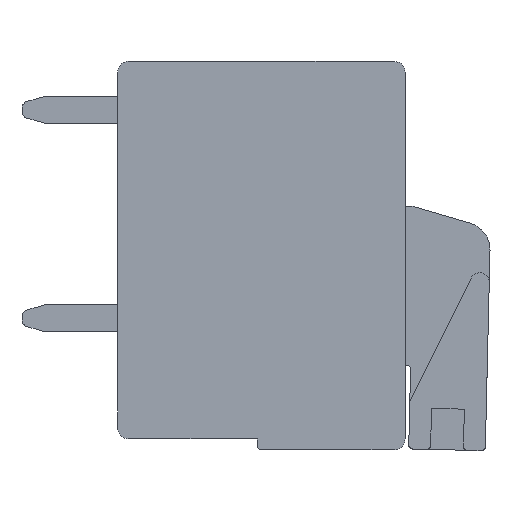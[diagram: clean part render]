
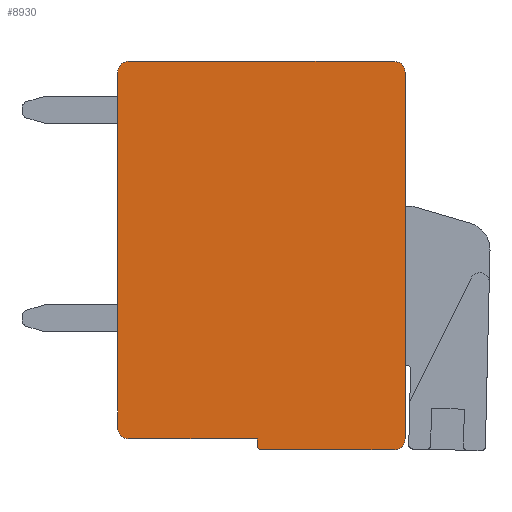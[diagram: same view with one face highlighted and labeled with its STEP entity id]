
A CAD part, front view. The second image highlights one B-rep face of the part: STEP entity #8930.
In plain terms, the highlighted planar face has unit normal (0, -1, 0).
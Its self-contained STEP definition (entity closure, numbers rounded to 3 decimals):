
#1=CARTESIAN_POINT('',(5.25,0.,-14.05));
#2=DIRECTION('',(0.,1.,0.));
#3=DIRECTION('',(0.,0.,-1.));
#4=AXIS2_PLACEMENT_3D('',#1,#2,#3);
#6=DIRECTION('',(0.,0.,1.));
#7=VECTOR('',#6,0.25);
#8=CARTESIAN_POINT('',(5.1,0.,-14.05));
#9=LINE('',#8,#7);
#10=DIRECTION('',(-1.,0.,0.));
#11=VECTOR('',#10,4.7);
#12=CARTESIAN_POINT('',(5.1,0.,-13.8));
#13=LINE('',#12,#11);
#14=CARTESIAN_POINT('',(0.4,0.,-13.4));
#15=DIRECTION('',(0.,1.,0.));
#16=DIRECTION('',(0.,0.,-1.));
#17=AXIS2_PLACEMENT_3D('',#14,#15,#16);
#19=DIRECTION('',(0.,0.,1.));
#20=VECTOR('',#19,13.);
#21=CARTESIAN_POINT('',(0.,0.,-13.4));
#22=LINE('',#21,#20);
#23=CARTESIAN_POINT('',(0.4,0.,-0.4));
#24=DIRECTION('',(0.,1.,0.));
#25=DIRECTION('',(-1.,0.,0.));
#26=AXIS2_PLACEMENT_3D('',#23,#24,#25);
#28=DIRECTION('',(1.,0.,0.));
#29=VECTOR('',#28,9.7);
#30=CARTESIAN_POINT('',(0.4,0.,0.));
#31=LINE('',#30,#29);
#32=CARTESIAN_POINT('',(10.1,0.,-0.4));
#33=DIRECTION('',(0.,1.,0.));
#34=DIRECTION('',(0.,0.,1.));
#35=AXIS2_PLACEMENT_3D('',#32,#33,#34);
#37=DIRECTION('',(0.,0.,-1.));
#38=VECTOR('',#37,13.4);
#39=CARTESIAN_POINT('',(10.5,0.,-0.4));
#40=LINE('',#39,#38);
#41=CARTESIAN_POINT('',(10.1,0.,-13.8));
#42=DIRECTION('',(0.,1.,0.));
#43=DIRECTION('',(1.,0.,0.));
#44=AXIS2_PLACEMENT_3D('',#41,#42,#43);
#46=DIRECTION('',(-1.,0.,0.));
#47=VECTOR('',#46,4.85);
#48=CARTESIAN_POINT('',(10.1,0.,-14.2));
#49=LINE('',#48,#47);
#6789=CARTESIAN_POINT('',(5.25,0.,-14.2));
#6790=CARTESIAN_POINT('',(5.1,0.,-14.05));
#6791=VERTEX_POINT('',#6789);
#6792=VERTEX_POINT('',#6790);
#6793=CARTESIAN_POINT('',(5.1,0.,-13.8));
#6794=VERTEX_POINT('',#6793);
#6795=CARTESIAN_POINT('',(0.4,0.,-13.8));
#6796=VERTEX_POINT('',#6795);
#6797=CARTESIAN_POINT('',(0.,0.,-13.4));
#6798=VERTEX_POINT('',#6797);
#6799=CARTESIAN_POINT('',(0.,0.,-0.4));
#6800=VERTEX_POINT('',#6799);
#6801=CARTESIAN_POINT('',(0.4,0.,0.));
#6802=VERTEX_POINT('',#6801);
#6803=CARTESIAN_POINT('',(10.1,0.,0.));
#6804=VERTEX_POINT('',#6803);
#6805=CARTESIAN_POINT('',(10.5,0.,-0.4));
#6806=VERTEX_POINT('',#6805);
#6807=CARTESIAN_POINT('',(10.5,0.,-13.8));
#6808=VERTEX_POINT('',#6807);
#6809=CARTESIAN_POINT('',(10.1,0.,-14.2));
#6810=VERTEX_POINT('',#6809);
#8901=CARTESIAN_POINT('',(0.,0.,0.));
#8902=DIRECTION('',(0.,1.,0.));
#8903=DIRECTION('',(1.,0.,0.));
#8904=AXIS2_PLACEMENT_3D('',#8901,#8902,#8903);
#8905=PLANE('',#8904);
#8907=ORIENTED_EDGE('',*,*,#8906,.T.);
#8909=ORIENTED_EDGE('',*,*,#8908,.T.);
#8911=ORIENTED_EDGE('',*,*,#8910,.T.);
#8913=ORIENTED_EDGE('',*,*,#8912,.T.);
#8915=ORIENTED_EDGE('',*,*,#8914,.T.);
#8917=ORIENTED_EDGE('',*,*,#8916,.T.);
#8919=ORIENTED_EDGE('',*,*,#8918,.T.);
#8921=ORIENTED_EDGE('',*,*,#8920,.T.);
#8923=ORIENTED_EDGE('',*,*,#8922,.T.);
#8925=ORIENTED_EDGE('',*,*,#8924,.T.);
#8927=ORIENTED_EDGE('',*,*,#8926,.T.);
#8928=EDGE_LOOP('',(#8907,#8909,#8911,#8913,#8915,#8917,#8919,#8921,#8923,#8925,
#8927));
#8929=FACE_OUTER_BOUND('',#8928,.F.);
#5=CIRCLE('',#4,0.15);
#18=CIRCLE('',#17,0.4);
#27=CIRCLE('',#26,0.4);
#36=CIRCLE('',#35,0.4);
#45=CIRCLE('',#44,0.4);
#8906=EDGE_CURVE('',#6791,#6792,#5,.T.);
#8908=EDGE_CURVE('',#6792,#6794,#9,.T.);
#8910=EDGE_CURVE('',#6794,#6796,#13,.T.);
#8912=EDGE_CURVE('',#6796,#6798,#18,.T.);
#8914=EDGE_CURVE('',#6798,#6800,#22,.T.);
#8916=EDGE_CURVE('',#6800,#6802,#27,.T.);
#8918=EDGE_CURVE('',#6802,#6804,#31,.T.);
#8920=EDGE_CURVE('',#6804,#6806,#36,.T.);
#8922=EDGE_CURVE('',#6806,#6808,#40,.T.);
#8924=EDGE_CURVE('',#6808,#6810,#45,.T.);
#8926=EDGE_CURVE('',#6810,#6791,#49,.T.);
#8930=ADVANCED_FACE('',(#8929),#8905,.F.);
